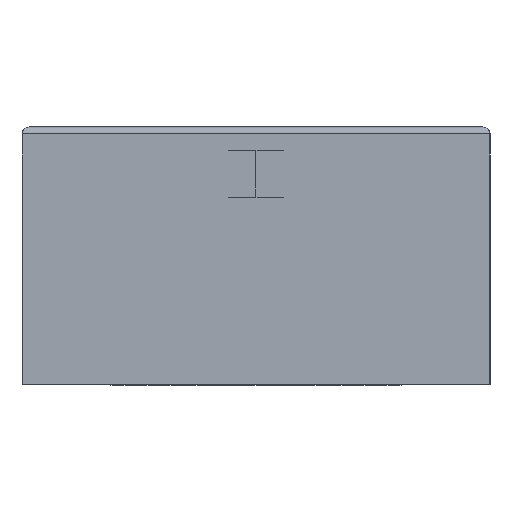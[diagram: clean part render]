
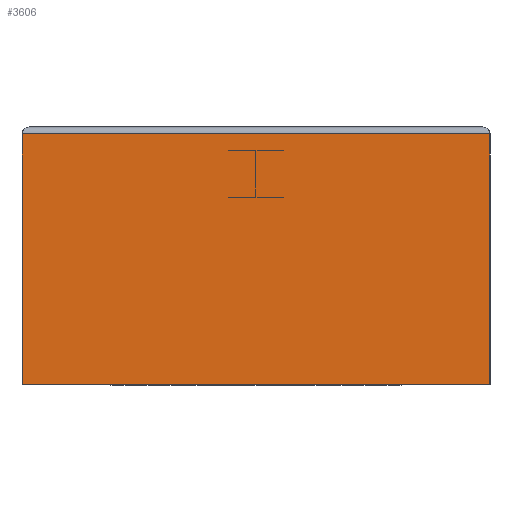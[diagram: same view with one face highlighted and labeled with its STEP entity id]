
A CAD part, left-side view. The second image highlights one B-rep face of the part: STEP entity #3606.
In plain terms, the highlighted planar face has unit normal (-1, 0, 0).
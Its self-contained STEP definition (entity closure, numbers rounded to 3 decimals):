
#15 = DIRECTION ( 'NONE',  ( 0., 1., 0. ) ) ;
#204 = CARTESIAN_POINT ( 'NONE',  ( -2., -1., 0. ) ) ;
#254 = EDGE_CURVE ( 'NONE', #1627, #2193, #1249, .T. ) ;
#340 = ORIENTED_EDGE ( 'NONE', *, *, #1126, .T. ) ;
#440 = ORIENTED_EDGE ( 'NONE', *, *, #254, .T. ) ;
#482 = ORIENTED_EDGE ( 'NONE', *, *, #3734, .F. ) ;
#513 = LINE ( 'NONE', #2216, #576 ) ;
#519 = DIRECTION ( 'NONE',  ( 0., 0., -1. ) ) ;
#524 = CARTESIAN_POINT ( 'NONE',  ( -2., -1., 1.07 ) ) ;
#576 = VECTOR ( 'NONE', #771, 1000. ) ;
#771 = DIRECTION ( 'NONE',  ( 0., 0., -1. ) ) ;
#848 = ORIENTED_EDGE ( 'NONE', *, *, #3309, .T. ) ;
#1126 = EDGE_CURVE ( 'NONE', #2193, #1252, #513, .T. ) ;
#1249 = LINE ( 'NONE', #2395, #3761 ) ;
#1252 = VERTEX_POINT ( 'NONE', #2964 ) ;
#1612 = LINE ( 'NONE', #204, #3791 ) ;
#1627 = VERTEX_POINT ( 'NONE', #524 ) ;
#1643 = DIRECTION ( 'NONE',  ( 0., -1., 0. ) ) ;
#1728 = VERTEX_POINT ( 'NONE', #3727 ) ;
#1772 = PLANE ( 'NONE',  #2002 ) ;
#1981 = EDGE_LOOP ( 'NONE', ( #340, #848, #482, #440 ) ) ;
#2002 = AXIS2_PLACEMENT_3D ( 'NONE', #3263, #3008, #2972 ) ;
#2193 = VERTEX_POINT ( 'NONE', #3306 ) ;
#2216 = CARTESIAN_POINT ( 'NONE',  ( -2., 1., 0. ) ) ;
#2302 = FACE_OUTER_BOUND ( 'NONE', #1981, .T. ) ;
#2306 = VECTOR ( 'NONE', #1643, 1000. ) ;
#2395 = CARTESIAN_POINT ( 'NONE',  ( -2., -1., 1.07 ) ) ;
#2567 = LINE ( 'NONE', #3459, #2306 ) ;
#2964 = CARTESIAN_POINT ( 'NONE',  ( -2., 1., 0. ) ) ;
#2972 = DIRECTION ( 'NONE',  ( 0., 0., 1. ) ) ;
#3008 = DIRECTION ( 'NONE',  ( -1., 0., 0. ) ) ;
#3263 = CARTESIAN_POINT ( 'NONE',  ( -2., -1., 0. ) ) ;
#3306 = CARTESIAN_POINT ( 'NONE',  ( -2., 1., 1.07 ) ) ;
#3309 = EDGE_CURVE ( 'NONE', #1252, #1728, #2567, .T. ) ;
#3459 = CARTESIAN_POINT ( 'NONE',  ( -2., 1., 0. ) ) ;
#3606 = ADVANCED_FACE ( 'NONE', ( #2302 ), #1772, .T. ) ;
#3727 = CARTESIAN_POINT ( 'NONE',  ( -2., -1., 0. ) ) ;
#3734 = EDGE_CURVE ( 'NONE', #1627, #1728, #1612, .T. ) ;
#3761 = VECTOR ( 'NONE', #15, 1000. ) ;
#3791 = VECTOR ( 'NONE', #519, 1000. ) ;
